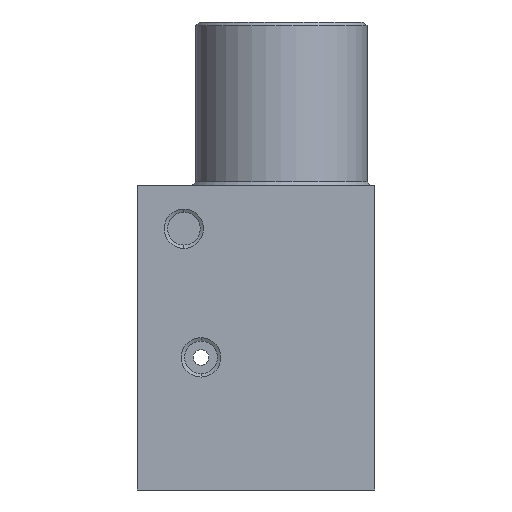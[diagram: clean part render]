
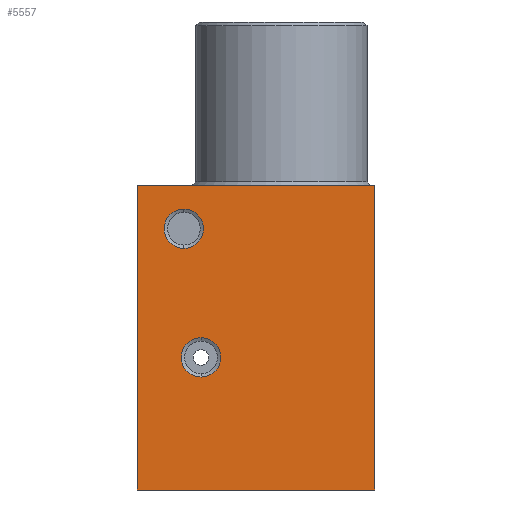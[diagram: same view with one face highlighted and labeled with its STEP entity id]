
A CAD part, left-side view. The second image highlights one B-rep face of the part: STEP entity #5557.
In plain terms, the highlighted planar face has unit normal (-1, 0, 0).
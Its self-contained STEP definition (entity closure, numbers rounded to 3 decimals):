
#253 = CARTESIAN_POINT ( 'NONE',  ( -38.448, 30.896, -13. ) ) ;
#254 = DIRECTION ( 'NONE',  ( -1., 0., 0. ) ) ;
#255 = DIRECTION ( 'NONE',  ( 0., 0., 1. ) ) ;
#273 = CARTESIAN_POINT ( 'NONE',  ( -38.448, 8.596, 9. ) ) ;
#278 = DIRECTION ( 'NONE',  ( 0., -1., 0. ) ) ;
#901 = EDGE_LOOP ( 'NONE', ( #1276, #1277 ) ) ;
#908 = EDGE_LOOP ( 'NONE', ( #1278, #1279 ) ) ;
#910 = EDGE_LOOP ( 'NONE', ( #1296, #1297, #1298, #1299 ) ) ;
#1079 = VERTEX_POINT ( 'NONE', #4030 ) ;
#1080 = VERTEX_POINT ( 'NONE', #4031 ) ;
#1096 = VERTEX_POINT ( 'NONE', #2960 ) ;
#1101 = VERTEX_POINT ( 'NONE', #2966 ) ;
#1102 = VERTEX_POINT ( 'NONE', #2967 ) ;
#1103 = VERTEX_POINT ( 'NONE', #2968 ) ;
#1104 = VERTEX_POINT ( 'NONE', #2970 ) ;
#1114 = VERTEX_POINT ( 'NONE', #2984 ) ;
#1276 = ORIENTED_EDGE ( 'NONE', *, *, #5080, .F. ) ;
#1277 = ORIENTED_EDGE ( 'NONE', *, *, #5010, .F. ) ;
#1278 = ORIENTED_EDGE ( 'NONE', *, *, #5084, .F. ) ;
#1279 = ORIENTED_EDGE ( 'NONE', *, *, #5051, .F. ) ;
#1296 = ORIENTED_EDGE ( 'NONE', *, *, #5086, .T. ) ;
#1297 = ORIENTED_EDGE ( 'NONE', *, *, #5087, .F. ) ;
#1298 = ORIENTED_EDGE ( 'NONE', *, *, #5062, .F. ) ;
#1299 = ORIENTED_EDGE ( 'NONE', *, *, #5088, .T. ) ;
#1789 = FACE_BOUND ( 'NONE', #901, .T. ) ;
#2682 = PLANE ( 'NONE',  #4666 ) ;
#2688 = CARTESIAN_POINT ( 'NONE',  ( -38.448, 8.596, 9. ) ) ;
#2689 = DIRECTION ( 'NONE',  ( 1., 0., 0. ) ) ;
#2690 = DIRECTION ( 'NONE',  ( 0., 0., -1. ) ) ;
#2906 = FACE_BOUND ( 'NONE', #908, .T. ) ;
#2960 = CARTESIAN_POINT ( 'NONE',  ( -38.448, 39.096, 9. ) ) ;
#2966 = CARTESIAN_POINT ( 'NONE',  ( -38.448, 30.896, -15.525 ) ) ;
#2967 = CARTESIAN_POINT ( 'NONE',  ( -38.448, 30.896, -10.475 ) ) ;
#2968 = CARTESIAN_POINT ( 'NONE',  ( -38.448, 8.596, -30. ) ) ;
#2970 = CARTESIAN_POINT ( 'NONE',  ( -38.448, 8.596, 9. ) ) ;
#2984 = CARTESIAN_POINT ( 'NONE',  ( -38.448, 39.096, -30. ) ) ;
#3023 = FACE_OUTER_BOUND ( 'NONE', #910, .T. ) ;
#3374 = VECTOR ( 'NONE', #5370, 1000. ) ;
#3377 = VECTOR ( 'NONE', #5369, 1000. ) ;
#3381 = VECTOR ( 'NONE', #5360, 1000. ) ;
#3382 = LINE ( 'NONE', #5364, #3374 ) ;
#3383 = LINE ( 'NONE', #5359, #3381 ) ;
#3387 = CIRCLE ( 'NONE', #4745, 2.525 ) ;
#3392 = CIRCLE ( 'NONE', #4751, 2.525 ) ;
#3399 = LINE ( 'NONE', #5365, #3377 ) ;
#3431 = VECTOR ( 'NONE', #278, 1000. ) ;
#3438 = LINE ( 'NONE', #273, #3431 ) ;
#3458 = CIRCLE ( 'NONE', #4769, 2.525 ) ;
#3525 = CIRCLE ( 'NONE', #4787, 2.525 ) ;
#4030 = CARTESIAN_POINT ( 'NONE',  ( -38.448, 33.096, 0.975 ) ) ;
#4031 = CARTESIAN_POINT ( 'NONE',  ( -38.448, 33.096, 6.025 ) ) ;
#4666 = AXIS2_PLACEMENT_3D ( 'NONE', #2688, #2689, #2690 ) ;
#4745 = AXIS2_PLACEMENT_3D ( 'NONE', #5361, #5362, #5363 ) ;
#4751 = AXIS2_PLACEMENT_3D ( 'NONE', #5350, #5351, #5352 ) ;
#4769 = AXIS2_PLACEMENT_3D ( 'NONE', #253, #254, #255 ) ;
#4787 = AXIS2_PLACEMENT_3D ( 'NONE', #5651, #5652, #5653 ) ;
#5010 = EDGE_CURVE ( 'NONE', #1079, #1080, #3525, .T. ) ;
#5051 = EDGE_CURVE ( 'NONE', #1101, #1102, #3458, .T. ) ;
#5062 = EDGE_CURVE ( 'NONE', #1096, #1104, #3438, .T. ) ;
#5080 = EDGE_CURVE ( 'NONE', #1080, #1079, #3392, .T. ) ;
#5084 = EDGE_CURVE ( 'NONE', #1102, #1101, #3387, .T. ) ;
#5086 = EDGE_CURVE ( 'NONE', #1114, #1103, #3383, .T. ) ;
#5087 = EDGE_CURVE ( 'NONE', #1104, #1103, #3399, .T. ) ;
#5088 = EDGE_CURVE ( 'NONE', #1096, #1114, #3382, .T. ) ;
#5350 = CARTESIAN_POINT ( 'NONE',  ( -38.448, 33.096, 3.5 ) ) ;
#5351 = DIRECTION ( 'NONE',  ( -1., 0., 0. ) ) ;
#5352 = DIRECTION ( 'NONE',  ( 0., 0., 1. ) ) ;
#5359 = CARTESIAN_POINT ( 'NONE',  ( -38.448, 8.596, -30. ) ) ;
#5360 = DIRECTION ( 'NONE',  ( 0., -1., 0. ) ) ;
#5361 = CARTESIAN_POINT ( 'NONE',  ( -38.448, 30.896, -13. ) ) ;
#5362 = DIRECTION ( 'NONE',  ( -1., 0., 0. ) ) ;
#5363 = DIRECTION ( 'NONE',  ( 0., 0., 1. ) ) ;
#5364 = CARTESIAN_POINT ( 'NONE',  ( -38.448, 39.096, 9. ) ) ;
#5365 = CARTESIAN_POINT ( 'NONE',  ( -38.448, 8.596, 9. ) ) ;
#5369 = DIRECTION ( 'NONE',  ( 0., 0., -1. ) ) ;
#5370 = DIRECTION ( 'NONE',  ( 0., 0., -1. ) ) ;
#5557 = ADVANCED_FACE ( 'NONE', ( #1789, #2906, #3023 ), #2682, .F. ) ;
#5651 = CARTESIAN_POINT ( 'NONE',  ( -38.448, 33.096, 3.5 ) ) ;
#5652 = DIRECTION ( 'NONE',  ( -1., 0., 0. ) ) ;
#5653 = DIRECTION ( 'NONE',  ( 0., 0., 1. ) ) ;
